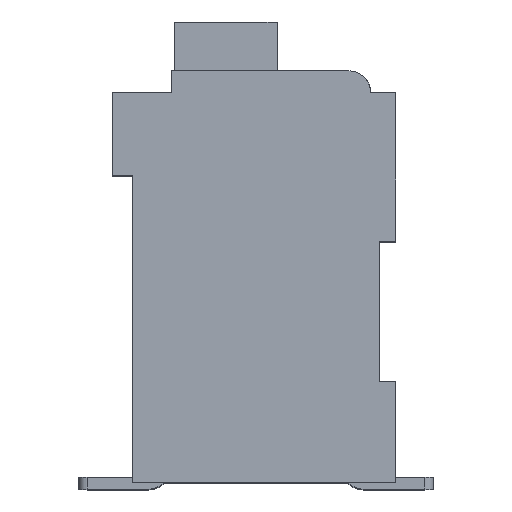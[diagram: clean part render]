
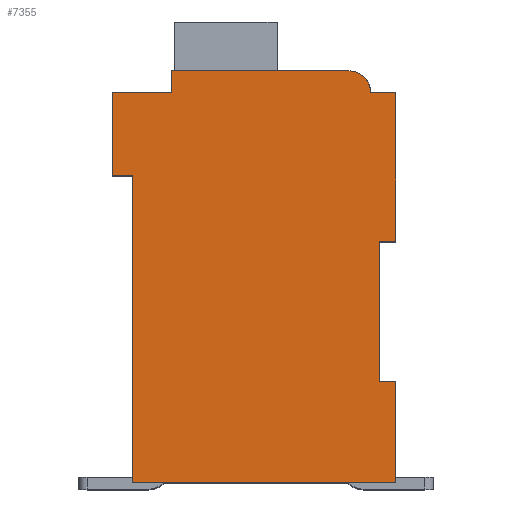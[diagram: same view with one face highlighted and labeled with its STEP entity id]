
A CAD part, top view. The second image highlights one B-rep face of the part: STEP entity #7355.
In plain terms, the highlighted planar face has unit normal (0, 0, 1).
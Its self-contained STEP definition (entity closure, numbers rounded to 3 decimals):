
#930=DIRECTION('',(1.,0.,0.));
#931=VECTOR('',#930,0.5);
#932=CARTESIAN_POINT('',(7.3,7.15,2.1));
#933=LINE('',#932,#931);
#934=DIRECTION('',(0.,1.,0.));
#935=VECTOR('',#934,4.15);
#936=CARTESIAN_POINT('',(7.3,3.,2.1));
#937=LINE('',#936,#935);
#938=DIRECTION('',(-1.,0.,0.));
#939=VECTOR('',#938,0.5);
#940=CARTESIAN_POINT('',(7.8,3.,2.1));
#941=LINE('',#940,#939);
#942=DIRECTION('',(0.,1.,0.));
#943=VECTOR('',#942,3.);
#944=CARTESIAN_POINT('',(7.8,0.,2.1));
#945=LINE('',#944,#943);
#946=DIRECTION('',(1.,0.,0.));
#947=VECTOR('',#946,7.8);
#948=CARTESIAN_POINT('',(0.,0.,2.1));
#949=LINE('',#948,#947);
#950=DIRECTION('',(0.,-1.,0.));
#951=VECTOR('',#950,9.1);
#952=CARTESIAN_POINT('',(0.,9.1,2.1));
#953=LINE('',#952,#951);
#954=DIRECTION('',(1.,0.,0.));
#955=VECTOR('',#954,0.6);
#956=CARTESIAN_POINT('',(-0.6,9.1,2.1));
#957=LINE('',#956,#955);
#958=DIRECTION('',(0.,-1.,0.));
#959=VECTOR('',#958,2.45);
#960=CARTESIAN_POINT('',(-0.6,11.55,2.1));
#961=LINE('',#960,#959);
#962=DIRECTION('',(-1.,0.,0.));
#963=VECTOR('',#962,1.75);
#964=CARTESIAN_POINT('',(1.15,11.55,2.1));
#965=LINE('',#964,#963);
#966=DIRECTION('',(0.,-1.,0.));
#967=VECTOR('',#966,0.65);
#968=CARTESIAN_POINT('',(1.15,12.2,2.1));
#969=LINE('',#968,#967);
#970=DIRECTION('',(-1.,0.,0.));
#971=VECTOR('',#970,5.25);
#972=CARTESIAN_POINT('',(6.4,12.2,2.1));
#973=LINE('',#972,#971);
#974=CARTESIAN_POINT('',(6.4,11.55,2.1));
#975=DIRECTION('',(0.,0.,1.));
#976=DIRECTION('',(1.,0.,0.));
#977=AXIS2_PLACEMENT_3D('',#974,#975,#976);
#979=DIRECTION('',(-1.,0.,0.));
#980=VECTOR('',#979,0.75);
#981=CARTESIAN_POINT('',(7.8,11.55,2.1));
#982=LINE('',#981,#980);
#983=DIRECTION('',(0.,1.,0.));
#984=VECTOR('',#983,4.4);
#985=CARTESIAN_POINT('',(7.8,7.15,2.1));
#986=LINE('',#985,#984);
#4861=CARTESIAN_POINT('',(7.3,7.15,2.1));
#4862=CARTESIAN_POINT('',(7.8,7.15,2.1));
#4863=VERTEX_POINT('',#4861);
#4864=VERTEX_POINT('',#4862);
#4865=CARTESIAN_POINT('',(7.8,11.55,2.1));
#4866=VERTEX_POINT('',#4865);
#4867=CARTESIAN_POINT('',(7.05,11.55,2.1));
#4868=VERTEX_POINT('',#4867);
#4869=CARTESIAN_POINT('',(6.4,12.2,2.1));
#4870=VERTEX_POINT('',#4869);
#4871=CARTESIAN_POINT('',(1.15,12.2,2.1));
#4872=VERTEX_POINT('',#4871);
#4873=CARTESIAN_POINT('',(1.15,11.55,2.1));
#4874=VERTEX_POINT('',#4873);
#4875=CARTESIAN_POINT('',(-0.6,11.55,2.1));
#4876=VERTEX_POINT('',#4875);
#4877=CARTESIAN_POINT('',(-0.6,9.1,2.1));
#4878=VERTEX_POINT('',#4877);
#4879=CARTESIAN_POINT('',(0.,9.1,2.1));
#4880=VERTEX_POINT('',#4879);
#4881=CARTESIAN_POINT('',(0.,0.,2.1));
#4882=VERTEX_POINT('',#4881);
#4883=CARTESIAN_POINT('',(7.8,0.,2.1));
#4884=VERTEX_POINT('',#4883);
#4885=CARTESIAN_POINT('',(7.8,3.,2.1));
#4886=VERTEX_POINT('',#4885);
#4887=CARTESIAN_POINT('',(7.3,3.,2.1));
#4888=VERTEX_POINT('',#4887);
#7325=CARTESIAN_POINT('',(0.,0.,2.1));
#7326=DIRECTION('',(0.,0.,1.));
#7327=DIRECTION('',(1.,0.,0.));
#7328=AXIS2_PLACEMENT_3D('',#7325,#7326,#7327);
#7329=PLANE('',#7328);
#7330=ORIENTED_EDGE('',*,*,#6374,.F.);
#7331=ORIENTED_EDGE('',*,*,#6652,.F.);
#7333=ORIENTED_EDGE('',*,*,#7332,.F.);
#7335=ORIENTED_EDGE('',*,*,#7334,.F.);
#7336=ORIENTED_EDGE('',*,*,#6817,.F.);
#7337=ORIENTED_EDGE('',*,*,#6766,.F.);
#7339=ORIENTED_EDGE('',*,*,#7338,.F.);
#7341=ORIENTED_EDGE('',*,*,#7340,.F.);
#7343=ORIENTED_EDGE('',*,*,#7342,.F.);
#7345=ORIENTED_EDGE('',*,*,#7344,.F.);
#7347=ORIENTED_EDGE('',*,*,#7346,.F.);
#7349=ORIENTED_EDGE('',*,*,#7348,.F.);
#7351=ORIENTED_EDGE('',*,*,#7350,.F.);
#7352=ORIENTED_EDGE('',*,*,#6528,.F.);
#7353=EDGE_LOOP('',(#7330,#7331,#7333,#7335,#7336,#7337,#7339,#7341,#7343,#7345,
#7347,#7349,#7351,#7352));
#7354=FACE_OUTER_BOUND('',#7353,.F.);
#978=CIRCLE('',#977,0.65);
#6374=EDGE_CURVE('',#4863,#4864,#933,.T.);
#6528=EDGE_CURVE('',#4864,#4866,#986,.T.);
#6652=EDGE_CURVE('',#4888,#4863,#937,.T.);
#6766=EDGE_CURVE('',#4880,#4882,#953,.T.);
#6817=EDGE_CURVE('',#4882,#4884,#949,.T.);
#7332=EDGE_CURVE('',#4886,#4888,#941,.T.);
#7334=EDGE_CURVE('',#4884,#4886,#945,.T.);
#7338=EDGE_CURVE('',#4878,#4880,#957,.T.);
#7340=EDGE_CURVE('',#4876,#4878,#961,.T.);
#7342=EDGE_CURVE('',#4874,#4876,#965,.T.);
#7344=EDGE_CURVE('',#4872,#4874,#969,.T.);
#7346=EDGE_CURVE('',#4870,#4872,#973,.T.);
#7348=EDGE_CURVE('',#4868,#4870,#978,.T.);
#7350=EDGE_CURVE('',#4866,#4868,#982,.T.);
#7355=ADVANCED_FACE('',(#7354),#7329,.T.);
